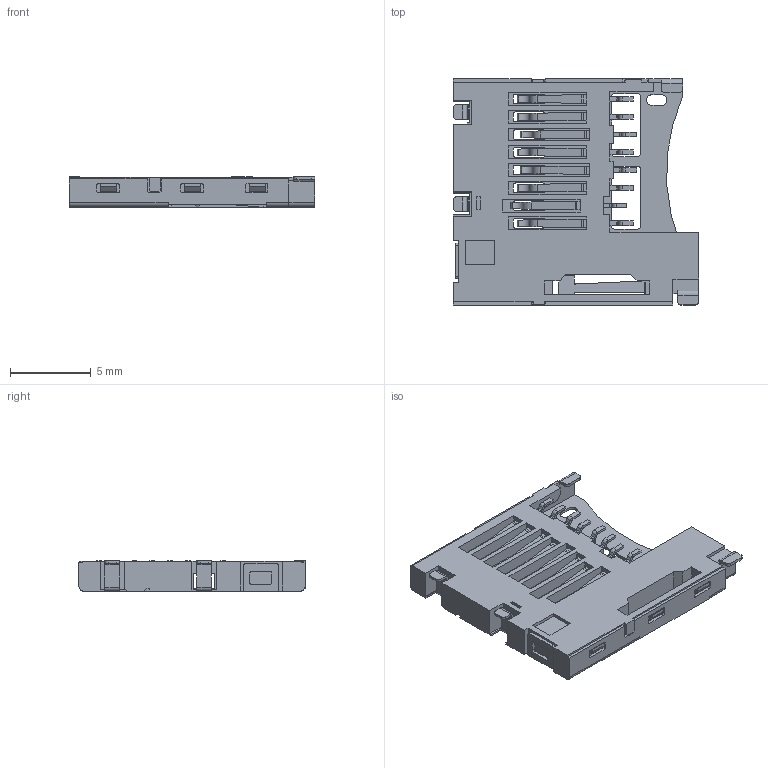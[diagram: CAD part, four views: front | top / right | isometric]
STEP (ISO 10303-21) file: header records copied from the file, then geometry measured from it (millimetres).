
FILE_DESCRIPTION(/* description */ (''),/* implementation_level */ '2;1');
FILE_NAME(/* name */ 'Adafruit Feather STM32F405 Express.step',/* time_stamp */ '2024-01-26T14:03:08+05:30',/* author */ (''),/* organization */ (''),/* preprocessor_version */ 'ST-DEVELOPER v20',/* originating_system */ 'Autodesk Translation Framework v12.14.0.127',/* authorisation */ '');
FILE_SCHEMA (('AUTOMOTIVE_DESIGN { 1 0 10303 214 3 1 1 }'));
Length unit declared in the file: millimetre
Products named in the file (1): (Unsaved)
Bounding box: 15.2 x 14.1 x 1.88 mm (x, y, z)
Volume: 176.3 mm3; surface area: 766.8 mm2
Topology: 1 solids, 1 shells, 652 faces, 1884 edges, 1246 vertices
Faces by surface type: plane 462, cylinder 190
Entity records: 21467 total; most frequent: CARTESIAN_POINT 3783, ORIENTED_EDGE 3768, DIRECTION 3573, EDGE_CURVE 1884, LINE 1501, VECTOR 1501, VERTEX_POINT 1246, AXIS2_PLACEMENT_3D 1036
